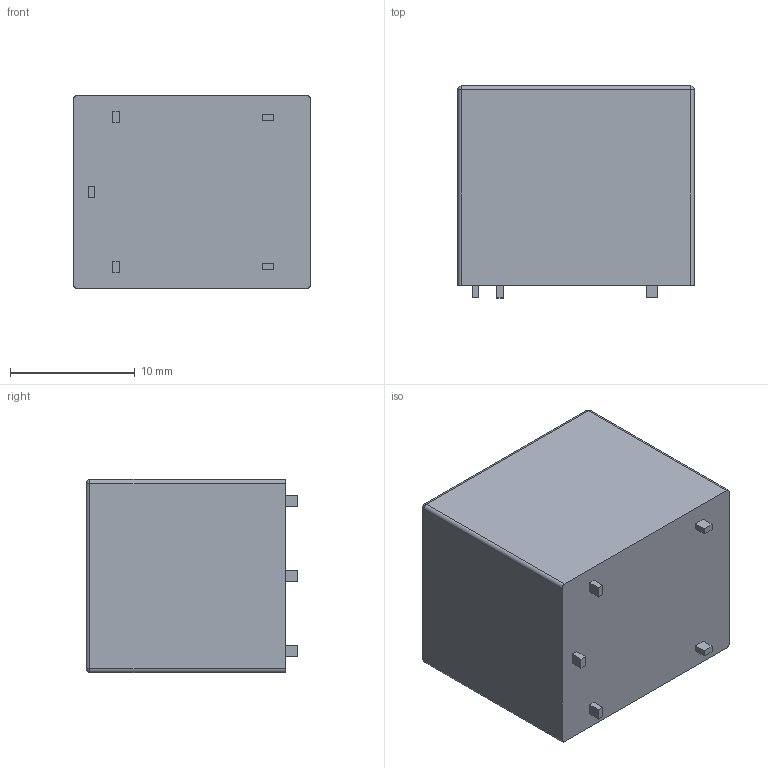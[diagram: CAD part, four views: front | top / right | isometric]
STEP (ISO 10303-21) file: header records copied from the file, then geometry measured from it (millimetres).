
FILE_DESCRIPTION (( 'STEP AP214' ), '1' );
FILE_NAME ('Relay_Finder_[36.1.1.9.024.4001].STEP', '2013-02-11T10:26:25', ( 'Master' ), ( '' ), 'SwSTEP 2.0', 'SolidWorks 2010', '' );
FILE_SCHEMA (( 'AUTOMOTIVE_DESIGN' ));
Length unit declared in the file: millimetre
Products named in the file (1): Relay_Finder_[36.1.1.9.024.4001]
Bounding box: 19 x 17 x 15.5 mm (x, y, z)
Volume: 4708.9 mm3; surface area: 1704 mm2
Topology: 1 solids, 1 shells, 317 faces, 797 edges, 522 vertices
Faces by surface type: plane 188, bspline 89, cylinder 28, torus 8, sphere 4
Entity records: 17761 total; most frequent: CARTESIAN_POINT 10684, ORIENTED_EDGE 1586, DIRECTION 1145, EDGE_CURVE 793, LINE 543, VECTOR 543, VERTEX_POINT 522, EDGE_LOOP 361
